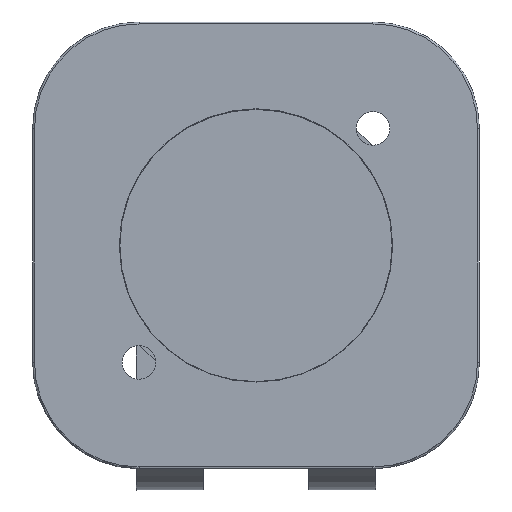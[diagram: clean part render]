
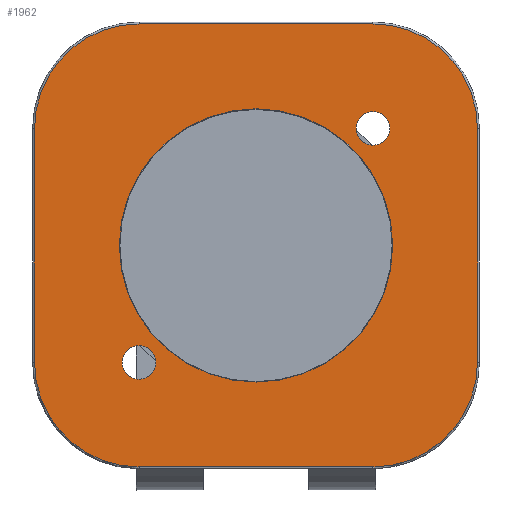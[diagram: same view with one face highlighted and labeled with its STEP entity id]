
A CAD part, top view. The second image highlights one B-rep face of the part: STEP entity #1962.
In plain terms, the highlighted planar face has unit normal (0, 0, 1).
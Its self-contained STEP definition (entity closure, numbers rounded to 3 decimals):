
#393=DIRECTION('',(1.,0.,0.));
#394=VECTOR('',#393,24.4);
#395=CARTESIAN_POINT('',(-12.2,-23.1,1.));
#396=LINE('',#395,#394);
#418=CARTESIAN_POINT('',(-12.2,-12.2,1.));
#419=DIRECTION('',(0.,0.,1.));
#420=DIRECTION('',(-1.,0.,0.));
#421=AXIS2_PLACEMENT_3D('',#418,#419,#420);
#639=CARTESIAN_POINT('',(12.2,-12.2,1.));
#640=DIRECTION('',(0.,0.,1.));
#641=DIRECTION('',(0.,-1.,0.));
#642=AXIS2_PLACEMENT_3D('',#639,#640,#641);
#666=CARTESIAN_POINT('',(12.2,12.2,1.));
#667=DIRECTION('',(0.,0.,-1.));
#668=DIRECTION('',(1.,0.,0.));
#669=AXIS2_PLACEMENT_3D('',#666,#667,#668);
#671=CARTESIAN_POINT('',(12.2,12.2,1.));
#672=DIRECTION('',(0.,0.,-1.));
#673=DIRECTION('',(-1.,0.,0.));
#674=AXIS2_PLACEMENT_3D('',#671,#672,#673);
#676=CARTESIAN_POINT('',(-12.2,-12.2,1.));
#677=DIRECTION('',(0.,0.,-1.));
#678=DIRECTION('',(1.,0.,0.));
#679=AXIS2_PLACEMENT_3D('',#676,#677,#678);
#681=CARTESIAN_POINT('',(-12.2,-12.2,1.));
#682=DIRECTION('',(0.,0.,-1.));
#683=DIRECTION('',(-1.,0.,0.));
#684=AXIS2_PLACEMENT_3D('',#681,#682,#683);
#686=CARTESIAN_POINT('',(0.,0.,1.));
#687=DIRECTION('',(0.,0.,-1.));
#688=DIRECTION('',(1.,0.,0.));
#689=AXIS2_PLACEMENT_3D('',#686,#687,#688);
#691=CARTESIAN_POINT('',(0.,0.,1.));
#692=DIRECTION('',(0.,0.,-1.));
#693=DIRECTION('',(-1.,0.,0.));
#694=AXIS2_PLACEMENT_3D('',#691,#692,#693);
#705=DIRECTION('',(-1.,0.,0.));
#706=VECTOR('',#705,24.4);
#707=CARTESIAN_POINT('',(12.2,23.1,1.));
#708=LINE('',#707,#706);
#727=CARTESIAN_POINT('',(-12.2,12.2,1.));
#728=DIRECTION('',(0.,0.,1.));
#729=DIRECTION('',(0.,1.,0.));
#730=AXIS2_PLACEMENT_3D('',#727,#728,#729);
#737=DIRECTION('',(0.,-1.,0.));
#738=VECTOR('',#737,24.4);
#739=CARTESIAN_POINT('',(-23.1,12.2,1.));
#740=LINE('',#739,#738);
#857=DIRECTION('',(0.,1.,0.));
#858=VECTOR('',#857,24.4);
#859=CARTESIAN_POINT('',(23.1,-12.2,1.));
#860=LINE('',#859,#858);
#866=CARTESIAN_POINT('',(12.2,12.2,1.));
#867=DIRECTION('',(0.,0.,1.));
#868=DIRECTION('',(1.,0.,0.));
#869=AXIS2_PLACEMENT_3D('',#866,#867,#868);
#1148=CARTESIAN_POINT('',(13.95,12.2,1.));
#1149=CARTESIAN_POINT('',(10.45,12.2,1.));
#1150=VERTEX_POINT('',#1148);
#1151=VERTEX_POINT('',#1149);
#1152=CARTESIAN_POINT('',(-10.45,-12.2,1.));
#1153=CARTESIAN_POINT('',(-13.95,-12.2,1.));
#1154=VERTEX_POINT('',#1152);
#1155=VERTEX_POINT('',#1153);
#1160=CARTESIAN_POINT('',(14.25,0.,1.));
#1161=CARTESIAN_POINT('',(-14.25,0.,1.));
#1162=VERTEX_POINT('',#1160);
#1163=VERTEX_POINT('',#1161);
#1212=CARTESIAN_POINT('',(-12.2,23.1,1.));
#1214=VERTEX_POINT('',#1212);
#1220=CARTESIAN_POINT('',(-23.1,12.2,1.));
#1222=VERTEX_POINT('',#1220);
#1228=CARTESIAN_POINT('',(-23.1,-12.2,1.));
#1230=VERTEX_POINT('',#1228);
#1236=CARTESIAN_POINT('',(23.1,-12.2,1.));
#1238=VERTEX_POINT('',#1236);
#1244=CARTESIAN_POINT('',(23.1,12.2,1.));
#1246=VERTEX_POINT('',#1244);
#1252=CARTESIAN_POINT('',(12.2,23.1,1.));
#1254=VERTEX_POINT('',#1252);
#1260=CARTESIAN_POINT('',(-12.2,-23.1,1.));
#1261=VERTEX_POINT('',#1260);
#1262=CARTESIAN_POINT('',(12.2,-23.1,1.));
#1263=VERTEX_POINT('',#1262);
#1924=CARTESIAN_POINT('',(0.,0.,1.));
#1925=DIRECTION('',(0.,0.,1.));
#1926=DIRECTION('',(1.,0.,0.));
#1927=AXIS2_PLACEMENT_3D('',#1924,#1925,#1926);
#1928=PLANE('',#1927);
#1930=ORIENTED_EDGE('',*,*,#1929,.F.);
#1932=ORIENTED_EDGE('',*,*,#1931,.F.);
#1934=ORIENTED_EDGE('',*,*,#1933,.F.);
#1935=ORIENTED_EDGE('',*,*,#1856,.F.);
#1936=ORIENTED_EDGE('',*,*,#1573,.F.);
#1937=ORIENTED_EDGE('',*,*,#1595,.F.);
#1939=ORIENTED_EDGE('',*,*,#1938,.F.);
#1941=ORIENTED_EDGE('',*,*,#1940,.F.);
#1942=EDGE_LOOP('',(#1930,#1932,#1934,#1935,#1936,#1937,#1939,#1941));
#1943=FACE_OUTER_BOUND('',#1942,.F.);
#1945=ORIENTED_EDGE('',*,*,#1944,.F.);
#1947=ORIENTED_EDGE('',*,*,#1946,.F.);
#1948=EDGE_LOOP('',(#1945,#1947));
#1949=FACE_BOUND('',#1948,.F.);
#1951=ORIENTED_EDGE('',*,*,#1950,.F.);
#1953=ORIENTED_EDGE('',*,*,#1952,.F.);
#1954=EDGE_LOOP('',(#1951,#1953));
#1955=FACE_BOUND('',#1954,.F.);
#1957=ORIENTED_EDGE('',*,*,#1956,.F.);
#1959=ORIENTED_EDGE('',*,*,#1958,.F.);
#1960=EDGE_LOOP('',(#1957,#1959));
#1961=FACE_BOUND('',#1960,.F.);
#422=CIRCLE('',#421,10.9);
#643=CIRCLE('',#642,10.9);
#670=CIRCLE('',#669,1.75);
#675=CIRCLE('',#674,1.75);
#680=CIRCLE('',#679,1.75);
#685=CIRCLE('',#684,1.75);
#690=CIRCLE('',#689,14.25);
#695=CIRCLE('',#694,14.25);
#731=CIRCLE('',#730,10.9);
#870=CIRCLE('',#869,10.9);
#1573=EDGE_CURVE('',#1261,#1263,#396,.T.);
#1595=EDGE_CURVE('',#1230,#1261,#422,.T.);
#1856=EDGE_CURVE('',#1263,#1238,#643,.T.);
#1929=EDGE_CURVE('',#1254,#1214,#708,.T.);
#1931=EDGE_CURVE('',#1246,#1254,#870,.T.);
#1933=EDGE_CURVE('',#1238,#1246,#860,.T.);
#1938=EDGE_CURVE('',#1222,#1230,#740,.T.);
#1940=EDGE_CURVE('',#1214,#1222,#731,.T.);
#1944=EDGE_CURVE('',#1150,#1151,#670,.T.);
#1946=EDGE_CURVE('',#1151,#1150,#675,.T.);
#1950=EDGE_CURVE('',#1154,#1155,#680,.T.);
#1952=EDGE_CURVE('',#1155,#1154,#685,.T.);
#1956=EDGE_CURVE('',#1162,#1163,#690,.T.);
#1958=EDGE_CURVE('',#1163,#1162,#695,.T.);
#1962=ADVANCED_FACE('',(#1943,#1949,#1955,#1961),#1928,.T.);
